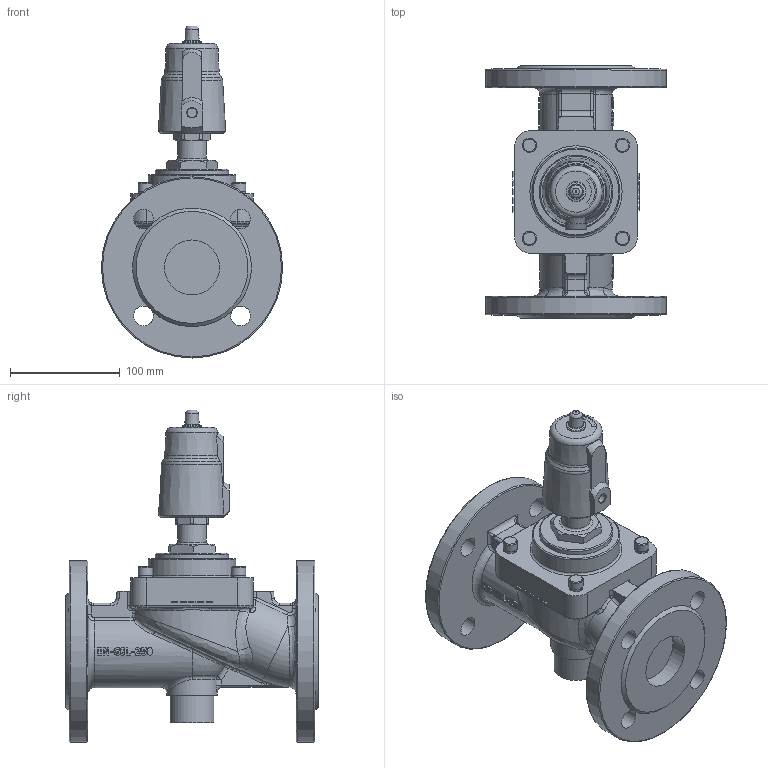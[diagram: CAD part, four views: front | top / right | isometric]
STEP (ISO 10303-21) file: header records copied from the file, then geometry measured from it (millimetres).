
FILE_DESCRIPTION(/* description */ ('3D-Modell'),/* implementation_level */ '2;1');
FILE_NAME(/* name */ '022.002055_F2206-0401-7005.stp',/* time_stamp */ '2020-05-14T15:27:56+02:00',/* author */ ('EFast'),/* organization */ (''),/* preprocessor_version */ 'ST-DEVELOPER v16.1',/* originating_system */ 'Autodesk Inventor 2016',/* authorisation */ '');
FILE_SCHEMA (('AUTOMOTIVE_DESIGN { 1 0 10303 214 3 1 1 }'));
Products named in the file (1): 90-014064
Bounding box: 165 x 230 x 302.43 mm (x, y, z)
Volume: 2254127 mm3; surface area: 207577.5 mm2
Topology: 1 solids, 1 shells, 715 faces, 1861 edges, 1192 vertices
Faces by surface type: plane 287, bspline 210, cylinder 124, torus 54, cone 28, sphere 12
Full cylindrical faces by diameter (mm): 1.5 x1, 6.647 x4, 8 x4, 8.566 x1, 13 x4, 13.2 x1, 18 x8, 18.2 x1, 26 x1, 40 x1, 46 x1, 50 x2, 67 x1, 80 x1, 165 x2
Entity records: 59475 total; most frequent: CARTESIAN_POINT 43887, ORIENTED_EDGE 3512, DIRECTION 2619, EDGE_CURVE 1756, VERTEX_POINT 1160, AXIS2_PLACEMENT_3D 955, EDGE_LOOP 856, FACE_OUTER_BOUND 715
